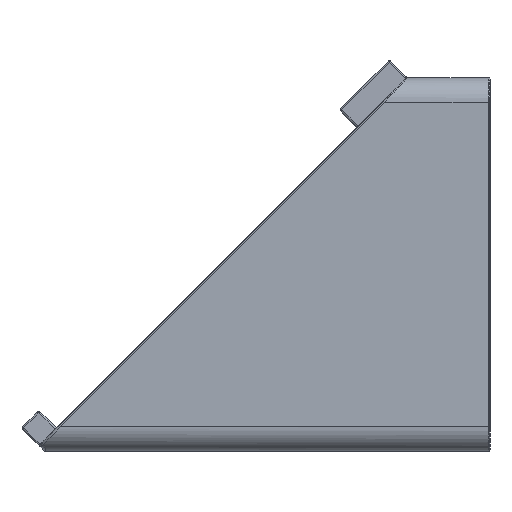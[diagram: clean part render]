
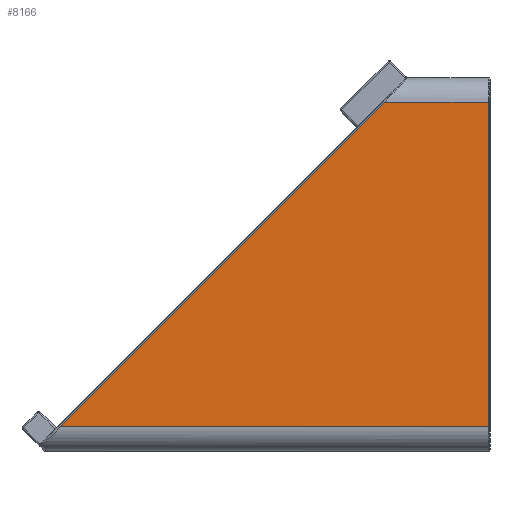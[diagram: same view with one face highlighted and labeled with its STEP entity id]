
A CAD part, left-side view. The second image highlights one B-rep face of the part: STEP entity #8166.
In plain terms, the highlighted planar face has unit normal (-1, 0, 0).
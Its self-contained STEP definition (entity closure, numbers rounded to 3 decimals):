
#1230 = VECTOR ( 'NONE', #10193, 1000. ) ;
#1543 = CARTESIAN_POINT ( 'NONE',  ( -45., 55., 19.5 ) ) ;
#2248 = CARTESIAN_POINT ( 'NONE',  ( -45., 33.859, -1.641 ) ) ;
#2354 = AXIS2_PLACEMENT_3D ( 'NONE', #13926, #7280, #2667 ) ;
#2667 = DIRECTION ( 'NONE',  ( 0., 1., 0. ) ) ;
#3349 = EDGE_CURVE ( 'NONE', #11013, #6127, #14005, .T. ) ;
#3519 = VECTOR ( 'NONE', #13762, 1000. ) ;
#4029 = VECTOR ( 'NONE', #10040, 1000. ) ;
#4412 = ORIENTED_EDGE ( 'NONE', *, *, #3349, .F. ) ;
#4591 = LINE ( 'NONE', #10262, #1230 ) ;
#4921 = FACE_OUTER_BOUND ( 'NONE', #12328, .T. ) ;
#4926 = ORIENTED_EDGE ( 'NONE', *, *, #13219, .T. ) ;
#5019 = CARTESIAN_POINT ( 'NONE',  ( -45., 0.2, -19.5 ) ) ;
#5067 = CARTESIAN_POINT ( 'NONE',  ( -45., 12.717, 19.5 ) ) ;
#5816 = ORIENTED_EDGE ( 'NONE', *, *, #14405, .F. ) ;
#5944 = LINE ( 'NONE', #1543, #3519 ) ;
#6127 = VERTEX_POINT ( 'NONE', #5019 ) ;
#6255 = CARTESIAN_POINT ( 'NONE',  ( -45., 0.2, 19.5 ) ) ;
#7009 = ORIENTED_EDGE ( 'NONE', *, *, #7533, .F. ) ;
#7280 = DIRECTION ( 'NONE',  ( 1., 0., 0. ) ) ;
#7533 = EDGE_CURVE ( 'NONE', #13786, #11013, #5944, .T. ) ;
#8166 = ADVANCED_FACE ( 'NONE', ( #4921 ), #9424, .F. ) ;
#9424 = PLANE ( 'NONE',  #2354 ) ;
#10040 = DIRECTION ( 'NONE',  ( 0., -0.707, 0.707 ) ) ;
#10110 = LINE ( 'NONE', #2248, #4029 ) ;
#10193 = DIRECTION ( 'NONE',  ( 0., -1., 0. ) ) ;
#10262 = CARTESIAN_POINT ( 'NONE',  ( -45., 55., -19.5 ) ) ;
#11013 = VERTEX_POINT ( 'NONE', #12703 ) ;
#11642 = DIRECTION ( 'NONE',  ( 0., 0., -1. ) ) ;
#11673 = VERTEX_POINT ( 'NONE', #12943 ) ;
#12328 = EDGE_LOOP ( 'NONE', ( #7009, #5816, #4926, #4412 ) ) ;
#12703 = CARTESIAN_POINT ( 'NONE',  ( -45., 0.2, 19.5 ) ) ;
#12943 = CARTESIAN_POINT ( 'NONE',  ( -45., 51.717, -19.5 ) ) ;
#13219 = EDGE_CURVE ( 'NONE', #11673, #6127, #4591, .T. ) ;
#13683 = VECTOR ( 'NONE', #11642, 1000. ) ;
#13762 = DIRECTION ( 'NONE',  ( 0., -1., 0. ) ) ;
#13786 = VERTEX_POINT ( 'NONE', #5067 ) ;
#13926 = CARTESIAN_POINT ( 'NONE',  ( -45., 55., 19.5 ) ) ;
#14005 = LINE ( 'NONE', #6255, #13683 ) ;
#14405 = EDGE_CURVE ( 'NONE', #11673, #13786, #10110, .T. ) ;
